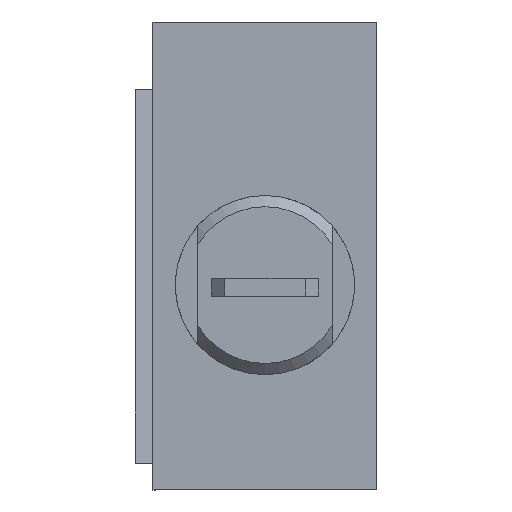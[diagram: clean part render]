
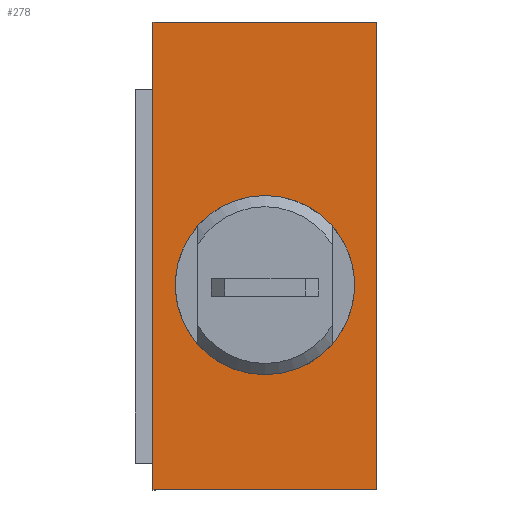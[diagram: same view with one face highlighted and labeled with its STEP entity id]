
A CAD part, front view. The second image highlights one B-rep face of the part: STEP entity #278.
In plain terms, the highlighted planar face has unit normal (0, -1, 0).
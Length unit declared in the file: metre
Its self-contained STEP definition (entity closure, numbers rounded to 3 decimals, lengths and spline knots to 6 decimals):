
#278=ADVANCED_FACE('',(#570,#571),#572,.F.);
#570=FACE_OUTER_BOUND('',#864,.T.);
#571=FACE_BOUND('',#865,.T.);
#572=PLANE('',#866);
#864=EDGE_LOOP('',(#1617,#1618,#1619,#1620));
#865=EDGE_LOOP('',(#1621));
#866=AXIS2_PLACEMENT_3D('',#1622,#1623,#1624);
#1617=ORIENTED_EDGE('',*,*,#1924,.F.);
#1618=ORIENTED_EDGE('',*,*,#1841,.T.);
#1619=ORIENTED_EDGE('',*,*,#1868,.T.);
#1620=ORIENTED_EDGE('',*,*,#1921,.T.);
#1621=ORIENTED_EDGE('',*,*,#1909,.F.);
#1622=CARTESIAN_POINT('',(0.04,-0.0035,0.));
#1623=DIRECTION('',(0.,1.0,0.));
#1624=DIRECTION('',(1.0,0.,0.));
#1841=EDGE_CURVE('',#2258,#2256,#2259,.T.);
#1868=EDGE_CURVE('',#2256,#2294,#2296,.T.);
#1909=EDGE_CURVE('',#2352,#2352,#2353,.T.);
#1921=EDGE_CURVE('',#2294,#2368,#2369,.T.);
#1924=EDGE_CURVE('',#2258,#2368,#2372,.T.);
#2256=VERTEX_POINT('',#2831);
#2258=VERTEX_POINT('',#2834);
#2259=LINE('',#2835,#2836);
#2294=VERTEX_POINT('',#2888);
#2296=LINE('',#2891,#2892);
#2352=VERTEX_POINT('',#2989);
#2353=CIRCLE('',#2990,0.004);
#2368=VERTEX_POINT('',#3011);
#2369=LINE('',#3012,#3013);
#2372=LINE('',#3017,#3018);
#2831=CARTESIAN_POINT('',(0.04,-0.0035,-0.0209));
#2834=CARTESIAN_POINT('',(0.03,-0.0035,-0.0209));
#2835=CARTESIAN_POINT('',(0.03,-0.0035,-0.0209));
#2836=VECTOR('',#3268,1.0);
#2888=CARTESIAN_POINT('',(0.04,-0.0035,0.));
#2891=CARTESIAN_POINT('',(0.04,-0.0035,0.));
#2892=VECTOR('',#3293,1.0);
#2989=CARTESIAN_POINT('',(0.031,-0.0035,-0.01175));
#2990=AXIS2_PLACEMENT_3D('',#3327,#3328,#3329);
#3011=CARTESIAN_POINT('',(0.03,-0.0035,0.));
#3012=CARTESIAN_POINT('',(0.04,-0.0035,0.));
#3013=VECTOR('',#3342,1.0);
#3017=CARTESIAN_POINT('',(0.03,-0.0035,0.));
#3018=VECTOR('',#3344,1.0);
#3268=DIRECTION('',(1.0,0.,0.));
#3293=DIRECTION('',(0.,0.,1.0));
#3327=CARTESIAN_POINT('',(0.035,-0.0035,-0.01175));
#3328=DIRECTION('',(0.,-1.0,0.));
#3329=DIRECTION('',(-1.,0.,0.));
#3342=DIRECTION('',(-1.0,0.,0.));
#3344=DIRECTION('',(0.,0.,1.0));
